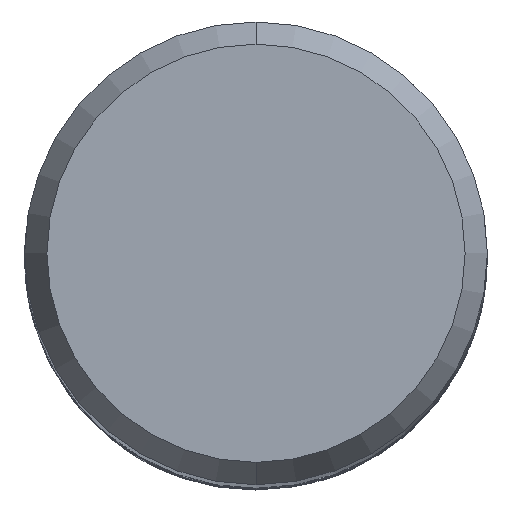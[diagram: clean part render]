
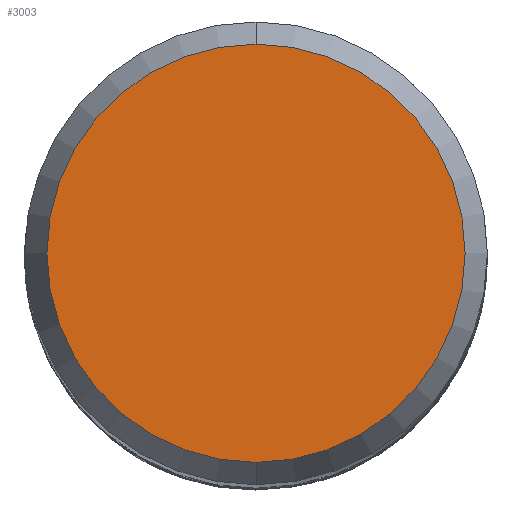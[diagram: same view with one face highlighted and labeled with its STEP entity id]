
A CAD part, top view. The second image highlights one B-rep face of the part: STEP entity #3003.
In plain terms, the highlighted planar face has unit normal (0, 0, 1).
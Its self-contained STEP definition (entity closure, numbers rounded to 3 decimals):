
#1883=VERTEX_POINT('',#4341);
#2051=EDGE_CURVE('',#3557,#1883,#4525,.T.);
#2731=EDGE_CURVE('',#1883,#3557,#5251,.T.);
#3003=ADVANCED_FACE('',(#5553),#5554,.T.);
#3557=VERTEX_POINT('',#6163);
#4341=CARTESIAN_POINT('',(0.,-5.423,0.0));
#4525=CIRCLE('',#14810,5.423);
#5251=CIRCLE('',#22060,5.423);
#5553=FACE_OUTER_BOUND('',#24928,.T.);
#5554=PLANE('',#24929);
#6163=CARTESIAN_POINT('',(0.0,5.423,0.0));
#14810=AXIS2_PLACEMENT_3D('',#31684,#31685,#31686);
#22060=AXIS2_PLACEMENT_3D('',#32277,#32278,#32279);
#24928=EDGE_LOOP('',(#32667,#32668));
#24929=AXIS2_PLACEMENT_3D('',#32669,#32670,#32671);
#31684=CARTESIAN_POINT('',(0.0,0.0,0.0));
#31685=DIRECTION('',(0.0,0.0,-1.0));
#31686=DIRECTION('',(0.0,1.0,0.0));
#32277=CARTESIAN_POINT('',(0.0,0.0,0.0));
#32278=DIRECTION('',(0.0,0.0,-1.0));
#32279=DIRECTION('',(0.0,1.0,0.0));
#32667=ORIENTED_EDGE('',*,*,#2051,.F.);
#32668=ORIENTED_EDGE('',*,*,#2731,.F.);
#32669=CARTESIAN_POINT('',(0.0,2.711,0.0));
#32670=DIRECTION('',(-0.0,0.0,1.0));
#32671=DIRECTION('',(0.0,-1.0,0.0));
